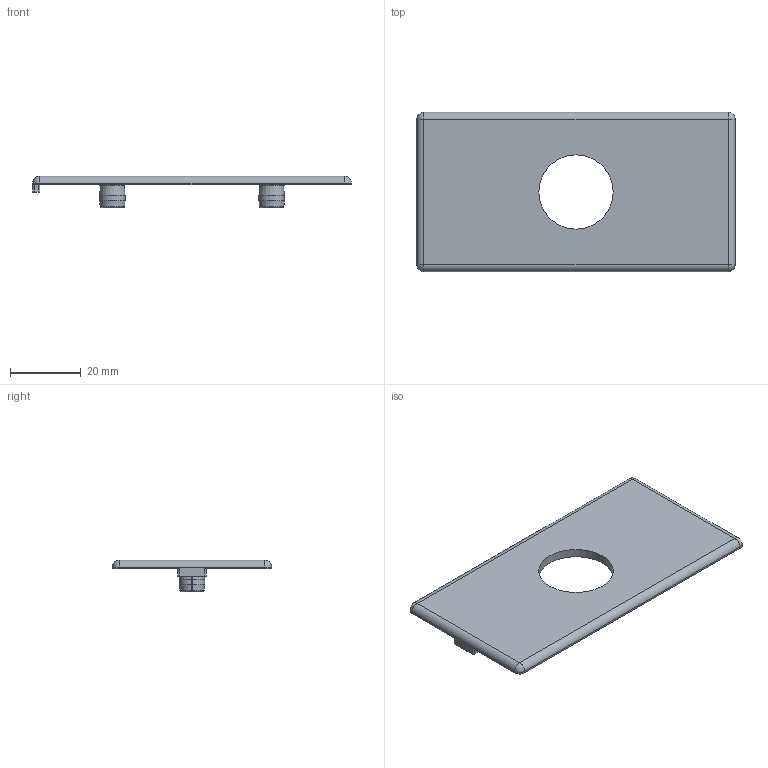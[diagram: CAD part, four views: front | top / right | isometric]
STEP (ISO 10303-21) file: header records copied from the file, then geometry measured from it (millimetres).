
FILE_DESCRIPTION(/* description */ (''),/* implementation_level */ '2;1');
FILE_NAME(/* name */ '850004.stp',/* time_stamp */ '2014-03-19T13:36:56+01:00',/* author */ ('jank'),/* organization */ ('Alutec K&K'),/* preprocessor_version */ 'ST-DEVELOPER v15.2',/* originating_system */ 'Autodesk Inventor 2014',/* authorisation */ '');
FILE_SCHEMA (('AUTOMOTIVE_DESIGN { 1 0 10303 214 3 1 1 }'));
Length unit declared in the file: millimetre
Products named in the file (1): 850004
Bounding box: 90 x 45 x 8.99 mm (x, y, z)
Volume: 9412.6 mm3; surface area: 8525.1 mm2
Topology: 1 solids, 1 shells, 63 faces, 163 edges, 102 vertices
Faces by surface type: cylinder 21, plane 18, cone 12, torus 8, sphere 4
Full cylindrical faces by diameter (mm): 21 x1
Entity records: 2042 total; most frequent: CARTESIAN_POINT 548, ORIENTED_EDGE 316, DIRECTION 304, EDGE_CURVE 158, AXIS2_PLACEMENT_3D 122, VERTEX_POINT 102, EDGE_LOOP 70, FACE_OUTER_BOUND 63
